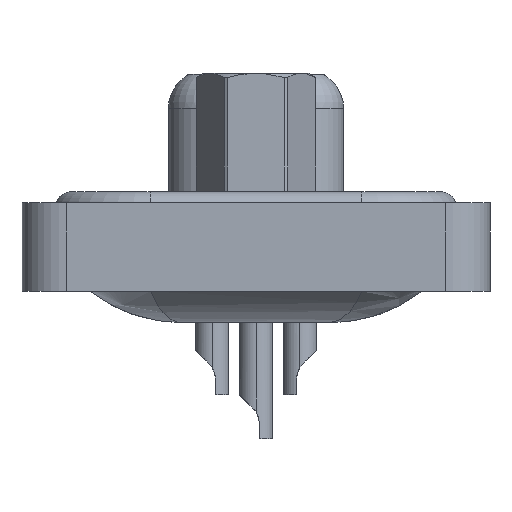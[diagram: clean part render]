
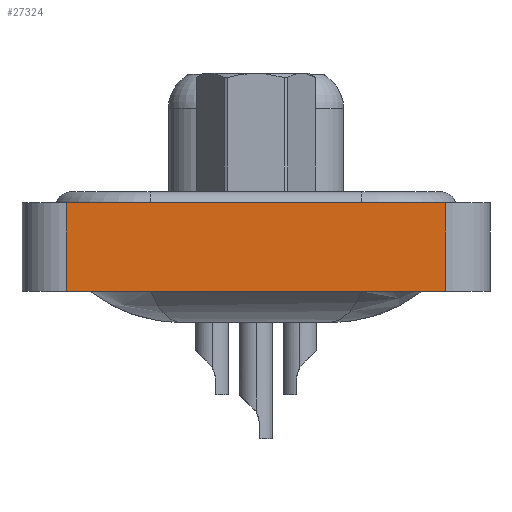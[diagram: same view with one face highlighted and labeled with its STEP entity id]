
A CAD part, left-side view. The second image highlights one B-rep face of the part: STEP entity #27324.
In plain terms, the highlighted planar face has unit normal (-1, 0, 0).
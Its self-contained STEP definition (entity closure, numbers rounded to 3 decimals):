
#190 = CARTESIAN_POINT ( 'NONE',  ( -7.35, 8.55, 0.4 ) ) ;
#1212 = ORIENTED_EDGE ( 'NONE', *, *, #6169, .F. ) ;
#1850 = CARTESIAN_POINT ( 'NONE',  ( -7.35, 8.55, -3.6 ) ) ;
#3189 = VERTEX_POINT ( 'NONE', #29651 ) ;
#6169 = EDGE_CURVE ( 'NONE', #9652, #34303, #7483, .T. ) ;
#7483 = LINE ( 'NONE', #37291, #22680 ) ;
#7492 = CARTESIAN_POINT ( 'NONE',  ( -7.35, -8.55, 0.4 ) ) ;
#8089 = LINE ( 'NONE', #31307, #15234 ) ;
#8132 = AXIS2_PLACEMENT_3D ( 'NONE', #23239, #8237, #29519 ) ;
#8237 = DIRECTION ( 'NONE',  ( -1., 0., 0. ) ) ;
#9652 = VERTEX_POINT ( 'NONE', #190 ) ;
#11074 = DIRECTION ( 'NONE',  ( 0., 0., 1. ) ) ;
#11077 = EDGE_CURVE ( 'NONE', #20308, #9652, #38815, .T. ) ;
#12474 = ORIENTED_EDGE ( 'NONE', *, *, #11077, .F. ) ;
#14315 = LINE ( 'NONE', #19622, #29562 ) ;
#15234 = VECTOR ( 'NONE', #34373, 1000. ) ;
#15964 = EDGE_CURVE ( 'NONE', #20308, #3189, #8089, .T. ) ;
#19089 = DIRECTION ( 'NONE',  ( 0., -1., 0. ) ) ;
#19622 = CARTESIAN_POINT ( 'NONE',  ( -7.35, -8.55, -3.6 ) ) ;
#20308 = VERTEX_POINT ( 'NONE', #26301 ) ;
#22680 = VECTOR ( 'NONE', #19089, 1000. ) ;
#23239 = CARTESIAN_POINT ( 'NONE',  ( -7.35, -8.55, -3.6 ) ) ;
#23385 = FACE_OUTER_BOUND ( 'NONE', #29833, .T. ) ;
#26301 = CARTESIAN_POINT ( 'NONE',  ( -7.35, 8.55, -3.6 ) ) ;
#26659 = ORIENTED_EDGE ( 'NONE', *, *, #35687, .T. ) ;
#27324 = ADVANCED_FACE ( 'NONE', ( #23385 ), #32425, .T. ) ;
#29217 = ORIENTED_EDGE ( 'NONE', *, *, #15964, .T. ) ;
#29519 = DIRECTION ( 'NONE',  ( 0., 0., 1. ) ) ;
#29562 = VECTOR ( 'NONE', #34742, 1000. ) ;
#29651 = CARTESIAN_POINT ( 'NONE',  ( -7.35, -8.55, -3.6 ) ) ;
#29754 = VECTOR ( 'NONE', #11074, 1000. ) ;
#29833 = EDGE_LOOP ( 'NONE', ( #26659, #1212, #12474, #29217 ) ) ;
#31307 = CARTESIAN_POINT ( 'NONE',  ( -7.35, -8.55, -3.6 ) ) ;
#32425 = PLANE ( 'NONE',  #8132 ) ;
#34303 = VERTEX_POINT ( 'NONE', #7492 ) ;
#34373 = DIRECTION ( 'NONE',  ( 0., -1., 0. ) ) ;
#34742 = DIRECTION ( 'NONE',  ( 0., 0., 1. ) ) ;
#35687 = EDGE_CURVE ( 'NONE', #3189, #34303, #14315, .T. ) ;
#37291 = CARTESIAN_POINT ( 'NONE',  ( -7.35, -8.55, 0.4 ) ) ;
#38815 = LINE ( 'NONE', #1850, #29754 ) ;
